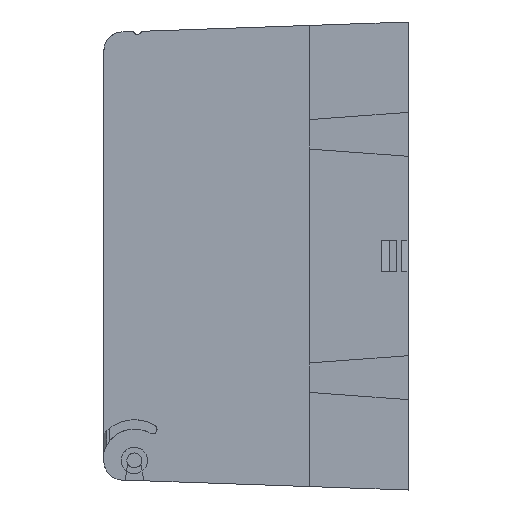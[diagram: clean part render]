
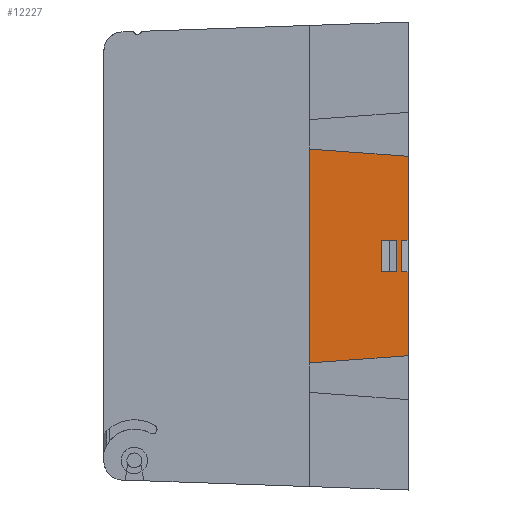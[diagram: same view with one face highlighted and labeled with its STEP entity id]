
A CAD part, left-side view. The second image highlights one B-rep face of the part: STEP entity #12227.
In plain terms, the highlighted planar face has unit normal (1, 0, 0).
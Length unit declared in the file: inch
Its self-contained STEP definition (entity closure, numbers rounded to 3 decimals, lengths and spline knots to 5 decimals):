
#346 = ORIENTED_EDGE ( 'NONE', *, *, #6295, .F. ) ;
#842 = DIRECTION ( 'NONE',  ( 0., 0.997, 0.074 ) ) ;
#894 = EDGE_CURVE ( 'NONE', #2727, #2367, #8691, .T. ) ;
#1041 = DIRECTION ( 'NONE',  ( 0., -1., 0. ) ) ;
#1142 = VECTOR ( 'NONE', #15235, 39.37008 ) ;
#1566 = VECTOR ( 'NONE', #11415, 39.37008 ) ;
#1584 = CARTESIAN_POINT ( 'NONE',  ( -0.9242, -1.675, -0.17 ) ) ;
#1699 = ORIENTED_EDGE ( 'NONE', *, *, #6819, .F. ) ;
#2012 = EDGE_CURVE ( 'NONE', #13400, #20192, #7891, .T. ) ;
#2064 = LINE ( 'NONE', #11580, #1566 ) ;
#2367 = VERTEX_POINT ( 'NONE', #6612 ) ;
#2538 = ORIENTED_EDGE ( 'NONE', *, *, #12552, .F. ) ;
#2653 = FACE_BOUND ( 'NONE', #11929, .T. ) ;
#2727 = VERTEX_POINT ( 'NONE', #1584 ) ;
#3302 = DIRECTION ( 'NONE',  ( 0., -1., 0. ) ) ;
#3442 = VECTOR ( 'NONE', #1041, 39.37008 ) ;
#4468 = VERTEX_POINT ( 'NONE', #9924 ) ;
#4644 = CARTESIAN_POINT ( 'NONE',  ( -0.9242, -1.605, -2.21333 ) ) ;
#4779 = ORIENTED_EDGE ( 'NONE', *, *, #16347, .F. ) ;
#5078 = DIRECTION ( 'NONE',  ( 0., 1., 0. ) ) ;
#5219 = CARTESIAN_POINT ( 'NONE',  ( -0.9242, -1.3934, -0.17 ) ) ;
#5243 = LINE ( 'NONE', #4644, #9542 ) ;
#5445 = EDGE_CURVE ( 'NONE', #12738, #15054, #12563, .T. ) ;
#5878 = VECTOR ( 'NONE', #10083, 39.37008 ) ;
#6187 = CARTESIAN_POINT ( 'NONE',  ( -0.9242, -0.625, 0.17 ) ) ;
#6295 = EDGE_CURVE ( 'NONE', #17334, #20674, #19289, .T. ) ;
#6448 = CARTESIAN_POINT ( 'NONE',  ( -0.9242, -0.625, 1.14282 ) ) ;
#6612 = CARTESIAN_POINT ( 'NONE',  ( -0.9242, -1.605, -0.17 ) ) ;
#6681 = PLANE ( 'NONE',  #18199 ) ;
#6689 = VERTEX_POINT ( 'NONE', #12258 ) ;
#6819 = EDGE_CURVE ( 'NONE', #20674, #12738, #13506, .T. ) ;
#6899 = FACE_OUTER_BOUND ( 'NONE', #20170, .T. ) ;
#7638 = ORIENTED_EDGE ( 'NONE', *, *, #2012, .F. ) ;
#7891 = LINE ( 'NONE', #18140, #12237 ) ;
#7992 = EDGE_CURVE ( 'NONE', #20192, #20504, #2064, .T. ) ;
#8276 = CARTESIAN_POINT ( 'NONE',  ( -0.9242, -0.625, -1.14282 ) ) ;
#8371 = CARTESIAN_POINT ( 'NONE',  ( -0.9242, -0.625, -2.21333 ) ) ;
#8588 = DIRECTION ( 'NONE',  ( -1., 0., 0. ) ) ;
#8691 = LINE ( 'NONE', #14071, #13057 ) ;
#8711 = DIRECTION ( 'NONE',  ( 0., 0., 1. ) ) ;
#9542 = VECTOR ( 'NONE', #14350, 39.37008 ) ;
#9579 = CARTESIAN_POINT ( 'NONE',  ( -0.9242, -1.3934, 0.17 ) ) ;
#9604 = LINE ( 'NONE', #15872, #17691 ) ;
#9728 = EDGE_CURVE ( 'NONE', #4468, #6689, #9604, .T. ) ;
#9924 = CARTESIAN_POINT ( 'NONE',  ( -0.9242, -1.675, 0.17 ) ) ;
#10083 = DIRECTION ( 'NONE',  ( 0., 0., -1. ) ) ;
#10442 = ORIENTED_EDGE ( 'NONE', *, *, #14584, .F. ) ;
#10471 = CARTESIAN_POINT ( 'NONE',  ( -0.9242, -1.675, 1.065 ) ) ;
#10753 = VECTOR ( 'NONE', #5078, 39.37008 ) ;
#10757 = ORIENTED_EDGE ( 'NONE', *, *, #894, .F. ) ;
#11345 = CARTESIAN_POINT ( 'NONE',  ( -0.9242, -1.675, -1.065 ) ) ;
#11415 = DIRECTION ( 'NONE',  ( 0., -0.997, 0.074 ) ) ;
#11580 = CARTESIAN_POINT ( 'NONE',  ( -0.9242, -0.625, -1.14282 ) ) ;
#11848 = ORIENTED_EDGE ( 'NONE', *, *, #13246, .F. ) ;
#11929 = EDGE_LOOP ( 'NONE', ( #346, #10442, #15862, #1699 ) ) ;
#12218 = LINE ( 'NONE', #10471, #20721 ) ;
#12227 = ADVANCED_FACE ( 'NONE', ( #2653, #6899 ), #6681, .F. ) ;
#12237 = VECTOR ( 'NONE', #17996, 39.37008 ) ;
#12258 = CARTESIAN_POINT ( 'NONE',  ( -0.9242, -1.675, 1.065 ) ) ;
#12552 = EDGE_CURVE ( 'NONE', #6689, #13400, #12218, .T. ) ;
#12563 = LINE ( 'NONE', #6187, #3442 ) ;
#12738 = VERTEX_POINT ( 'NONE', #9579 ) ;
#13057 = VECTOR ( 'NONE', #13918, 39.37008 ) ;
#13246 = EDGE_CURVE ( 'NONE', #20504, #2727, #14360, .T. ) ;
#13286 = CARTESIAN_POINT ( 'NONE',  ( -0.9242, -1.555, 0.17 ) ) ;
#13400 = VERTEX_POINT ( 'NONE', #6448 ) ;
#13506 = LINE ( 'NONE', #15427, #1142 ) ;
#13918 = DIRECTION ( 'NONE',  ( 0., 1., 0. ) ) ;
#14013 = CARTESIAN_POINT ( 'NONE',  ( -0.9242, -1.605, 0.17 ) ) ;
#14071 = CARTESIAN_POINT ( 'NONE',  ( -0.9242, -0.625, -0.17 ) ) ;
#14214 = CARTESIAN_POINT ( 'NONE',  ( -0.9242, -1.675, -2.25 ) ) ;
#14350 = DIRECTION ( 'NONE',  ( 0., 0., 1. ) ) ;
#14360 = LINE ( 'NONE', #14214, #18094 ) ;
#14423 = CARTESIAN_POINT ( 'NONE',  ( -0.9242, -1.555, -0.17 ) ) ;
#14584 = EDGE_CURVE ( 'NONE', #15054, #17334, #18769, .T. ) ;
#15054 = VERTEX_POINT ( 'NONE', #13286 ) ;
#15145 = VECTOR ( 'NONE', #3302, 39.37008 ) ;
#15235 = DIRECTION ( 'NONE',  ( 0., 0., 1. ) ) ;
#15349 = DIRECTION ( 'NONE',  ( 0., 0., 1. ) ) ;
#15427 = CARTESIAN_POINT ( 'NONE',  ( -0.9242, -1.3934, -2.21333 ) ) ;
#15661 = LINE ( 'NONE', #19355, #15145 ) ;
#15862 = ORIENTED_EDGE ( 'NONE', *, *, #5445, .F. ) ;
#15872 = CARTESIAN_POINT ( 'NONE',  ( -0.9242, -1.675, -2.25 ) ) ;
#15957 = CARTESIAN_POINT ( 'NONE',  ( -0.9242, -0.625, -0.17 ) ) ;
#16149 = VERTEX_POINT ( 'NONE', #14013 ) ;
#16223 = ORIENTED_EDGE ( 'NONE', *, *, #16267, .F. ) ;
#16267 = EDGE_CURVE ( 'NONE', #2367, #16149, #5243, .T. ) ;
#16347 = EDGE_CURVE ( 'NONE', #16149, #4468, #15661, .T. ) ;
#17334 = VERTEX_POINT ( 'NONE', #14423 ) ;
#17426 = ORIENTED_EDGE ( 'NONE', *, *, #7992, .F. ) ;
#17433 = DIRECTION ( 'NONE',  ( 0., 0., 1. ) ) ;
#17691 = VECTOR ( 'NONE', #15349, 39.37008 ) ;
#17996 = DIRECTION ( 'NONE',  ( 0., 0., -1. ) ) ;
#18094 = VECTOR ( 'NONE', #17433, 39.37008 ) ;
#18140 = CARTESIAN_POINT ( 'NONE',  ( -0.9242, -0.625, -4.87979 ) ) ;
#18199 = AXIS2_PLACEMENT_3D ( 'NONE', #8371, #8588, #8711 ) ;
#18769 = LINE ( 'NONE', #19780, #5878 ) ;
#19289 = LINE ( 'NONE', #15957, #10753 ) ;
#19355 = CARTESIAN_POINT ( 'NONE',  ( -0.9242, -0.625, 0.17 ) ) ;
#19780 = CARTESIAN_POINT ( 'NONE',  ( -0.9242, -1.555, -2.21333 ) ) ;
#20170 = EDGE_LOOP ( 'NONE', ( #10757, #11848, #17426, #7638, #2538, #20449, #4779, #16223 ) ) ;
#20192 = VERTEX_POINT ( 'NONE', #8276 ) ;
#20449 = ORIENTED_EDGE ( 'NONE', *, *, #9728, .F. ) ;
#20504 = VERTEX_POINT ( 'NONE', #11345 ) ;
#20674 = VERTEX_POINT ( 'NONE', #5219 ) ;
#20721 = VECTOR ( 'NONE', #842, 39.37008 ) ;
